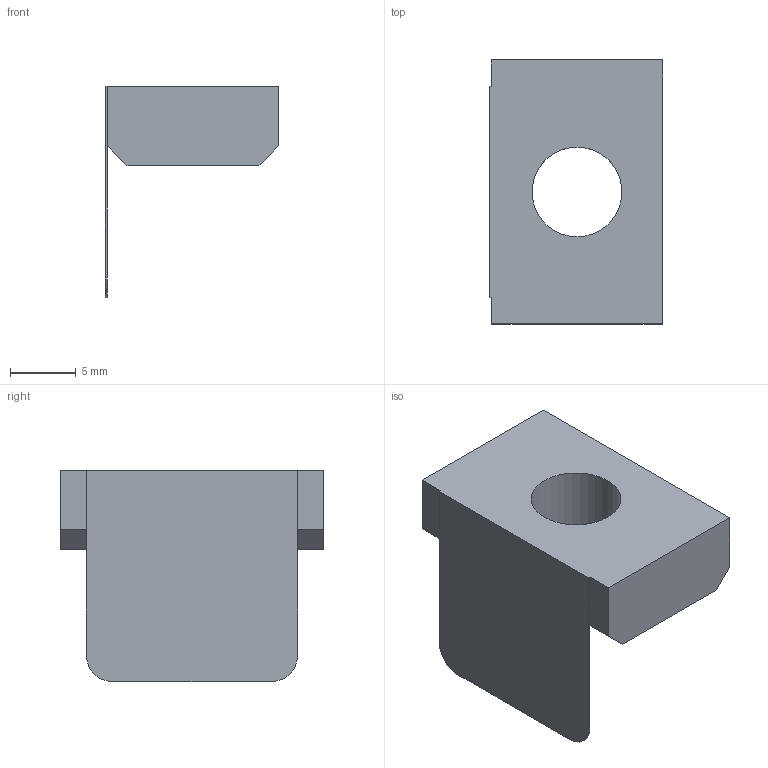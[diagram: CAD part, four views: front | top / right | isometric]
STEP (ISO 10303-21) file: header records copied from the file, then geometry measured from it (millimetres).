
FILE_DESCRIPTION(/* description */ ('CURSORE ZINC. 13X20 M8 CON MOLLA'),/* implementation_level */ '2;1');
FILE_NAME(/* name */ 'DDDCU0000038.stp',/* time_stamp */ '2019-07-04T15:03:55+02:00',/* author */ ('fzagni'),/* organization */ (''),/* preprocessor_version */ 'ST-DEVELOPER v17.2',/* originating_system */ 'Autodesk Inventor 2019',/* authorisation */ '');
FILE_SCHEMA (('AUTOMOTIVE_DESIGN { 1 0 10303 214 3 1 1 }'));
Length unit declared in the file: millimetre
Products named in the file (1): 26.068.00
Bounding box: 13.15 x 20 x 16 mm (x, y, z)
Volume: 1335.2 mm3; surface area: 1305.8 mm2
Topology: 1 solids, 1 shells, 17 faces, 45 edges, 30 vertices
Faces by surface type: plane 14, cylinder 3
Full cylindrical faces by diameter (mm): 6.8 x1
Entity records: 572 total; most frequent: CARTESIAN_POINT 93, ORIENTED_EDGE 90, DIRECTION 89, EDGE_CURVE 45, LINE 37, VECTOR 37, VERTEX_POINT 30, AXIS2_PLACEMENT_3D 26
